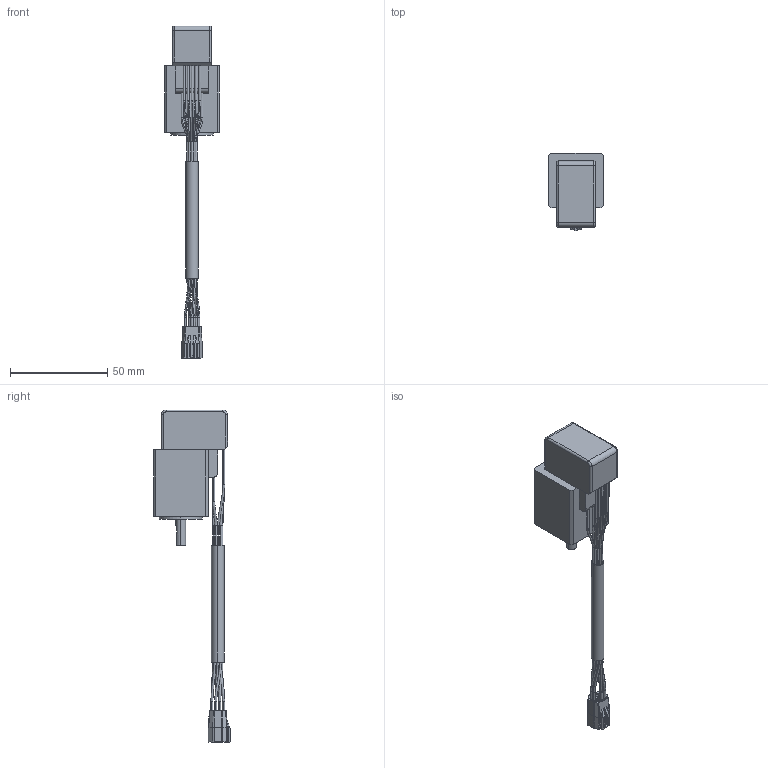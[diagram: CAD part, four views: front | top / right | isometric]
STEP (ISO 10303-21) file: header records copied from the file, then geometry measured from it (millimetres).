
FILE_DESCRIPTION (( 'STEP AP203' ), '1' );
FILE_NAME ('B1214.STEP', '2015-05-28T08:26:21', ( 'om' ), ( 'Hewlett-Packard Company' ), 'SwSTEP 2.0', 'SolidWorks 2014', '' );
FILE_SCHEMA (( 'CONFIG_CONTROL_DESIGN' ));
Length unit declared in the file: millimetre
Products named in the file (1): B1214
Bounding box: 28 x 39.52 x 170.5 mm (x, y, z)
Volume: 44484.3 mm3; surface area: 16275 mm2
Topology: 4 solids, 4 shells, 430 faces, 1157 edges, 724 vertices
Faces by surface type: plane 253, cylinder 121, bspline 36, cone 16, torus 4
Entity records: 16251 total; most frequent: CARTESIAN_POINT 5749, ORIENTED_EDGE 2298, DIRECTION 1975, EDGE_CURVE 1149, VECTOR 739, LINE 739, VERTEX_POINT 724, AXIS2_PLACEMENT_3D 618
